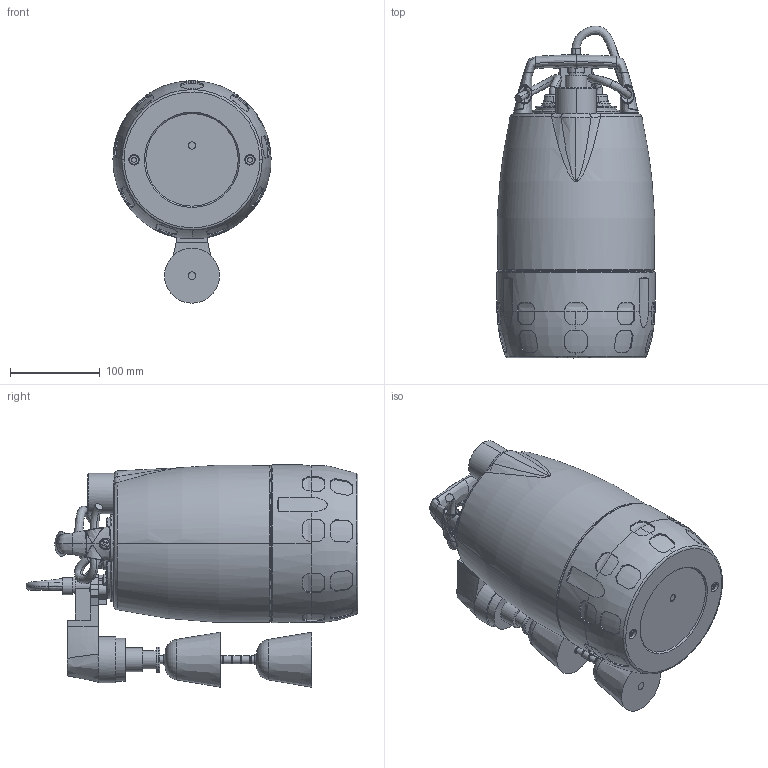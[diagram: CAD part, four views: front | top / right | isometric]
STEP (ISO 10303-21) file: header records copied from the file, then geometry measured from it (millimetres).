
FILE_DESCRIPTION (( 'STEP AP214' ), '1' );
FILE_NAME ('4_93_411_04_REV00.step', '2022-06-20T09:20:56', ( '' ), ( '' ), 'SwSTEP 2.0', 'SolidWorks 2020', '' );
FILE_SCHEMA (( 'AUTOMOTIVE_DESIGN' ));
Length unit declared in the file: millimetre
Products named in the file (3): Copia di 176662^4_93_411_04_REV00; 4_93_411_04_REV00; Copia (2) di Copia di 4_93_388_03_REV00^4_93_411_04_REV00
Assembly tree (2 placements, depth 2):
  4_93_411_04_REV00
    Copia di 176662^4_93_411_04_REV00
    Copia (2) di Copia di 4_93_388_03_REV00^4_93_411_04_REV00
Bounding box: 176 x 369.57 x 247.6 mm (x, y, z)
Volume: 6985695 mm3; surface area: 374605 mm2
Topology: 16 solids, 16 shells, 1662 faces, 4112 edges, 2516 vertices
Faces by surface type: bspline 502, plane 487, cylinder 484, torus 115, cone 58, sphere 16
Entity records: 182512 total; most frequent: CARTESIAN_POINT 148733, ORIENTED_EDGE 8204, DIRECTION 4788, EDGE_CURVE 4102, VERTEX_POINT 2516, B_SPLINE_CURVE_WITH_KNOTS 2201, AXIS2_PLACEMENT_3D 1754, EDGE_LOOP 1718
